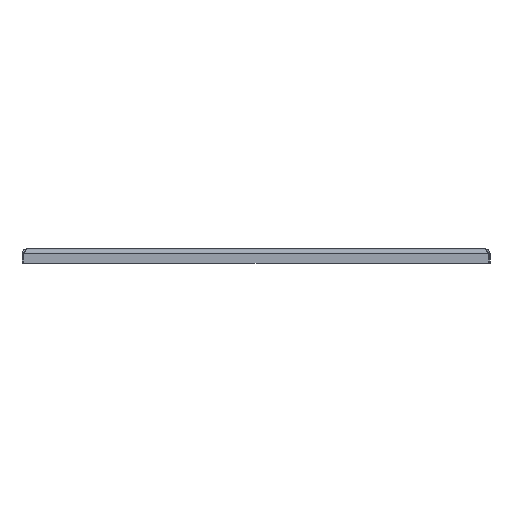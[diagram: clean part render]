
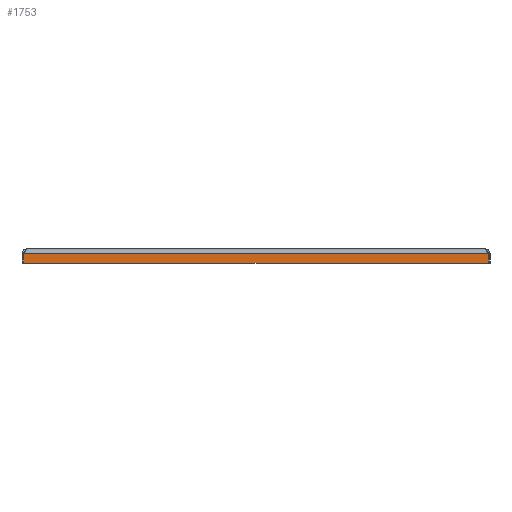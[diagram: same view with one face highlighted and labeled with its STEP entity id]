
A CAD part, left-side view. The second image highlights one B-rep face of the part: STEP entity #1753.
In plain terms, the highlighted planar face has unit normal (-1, 0, 0).
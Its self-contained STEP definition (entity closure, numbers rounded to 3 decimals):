
#1726=AXIS2_PLACEMENT_3D('Plane Axis2P3D',#1723,#1724,#1725) ;
#1519=CARTESIAN_POINT('Vertex',(0.,393.5,8.)) ;
#1522=CARTESIAN_POINT('Line Origine',(0.,197.5,8.)) ;
#1526=CARTESIAN_POINT('Vertex',(0.,1.5,8.)) ;
#1723=CARTESIAN_POINT('Axis2P3D Location',(0.,197.5,10.5)) ;
#1728=CARTESIAN_POINT('Line Origine',(0.,393.5,4.)) ;
#1732=CARTESIAN_POINT('Vertex',(0.,393.5,0.)) ;
#1735=CARTESIAN_POINT('Line Origine',(0.,197.5,0.)) ;
#1739=CARTESIAN_POINT('Vertex',(0.,1.5,0.)) ;
#1742=CARTESIAN_POINT('Line Origine',(0.,1.5,4.)) ;
#1523=DIRECTION('Vector Direction',(0.,1.,0.)) ;
#1724=DIRECTION('Axis2P3D Direction',(-1.,0.,-0.)) ;
#1725=DIRECTION('Axis2P3D XDirection',(0.,1.,0.)) ;
#1729=DIRECTION('Vector Direction',(0.,0.,-1.)) ;
#1736=DIRECTION('Vector Direction',(0.,-1.,0.)) ;
#1743=DIRECTION('Vector Direction',(0.,0.,1.)) ;
#1524=VECTOR('Line Direction',#1523,1.) ;
#1730=VECTOR('Line Direction',#1729,1.) ;
#1737=VECTOR('Line Direction',#1736,1.) ;
#1744=VECTOR('Line Direction',#1743,1.) ;
#1748=ORIENTED_EDGE('',*,*,#1528,.T.) ;
#1749=ORIENTED_EDGE('',*,*,#1734,.T.) ;
#1750=ORIENTED_EDGE('',*,*,#1741,.T.) ;
#1751=ORIENTED_EDGE('',*,*,#1746,.T.) ;
#1753=ADVANCED_FACE('Koerper.2',(#1752),#1727,.T.) ;
#1528=EDGE_CURVE('',#1527,#1520,#1525,.T.) ;
#1734=EDGE_CURVE('',#1520,#1733,#1731,.T.) ;
#1741=EDGE_CURVE('',#1733,#1740,#1738,.T.) ;
#1746=EDGE_CURVE('',#1740,#1527,#1745,.T.) ;
#1747=EDGE_LOOP('',(#1748,#1749,#1750,#1751)) ;
#1752=FACE_OUTER_BOUND('',#1747,.T.) ;
#1525=LINE('Line',#1522,#1524) ;
#1731=LINE('Line',#1728,#1730) ;
#1738=LINE('Line',#1735,#1737) ;
#1745=LINE('Line',#1742,#1744) ;
#1727=PLANE('',#1726) ;
#1520=VERTEX_POINT('',#1519) ;
#1527=VERTEX_POINT('',#1526) ;
#1733=VERTEX_POINT('',#1732) ;
#1740=VERTEX_POINT('',#1739) ;
